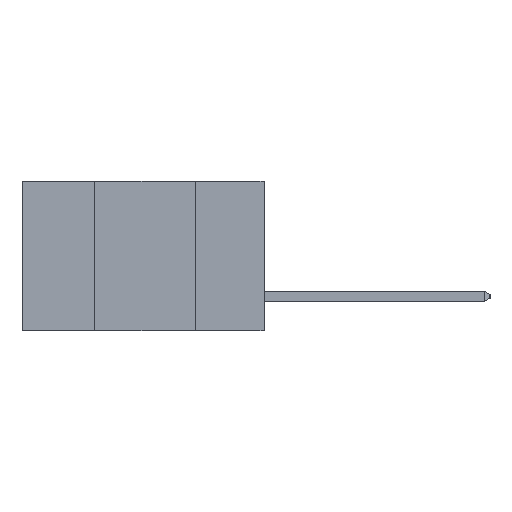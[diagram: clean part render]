
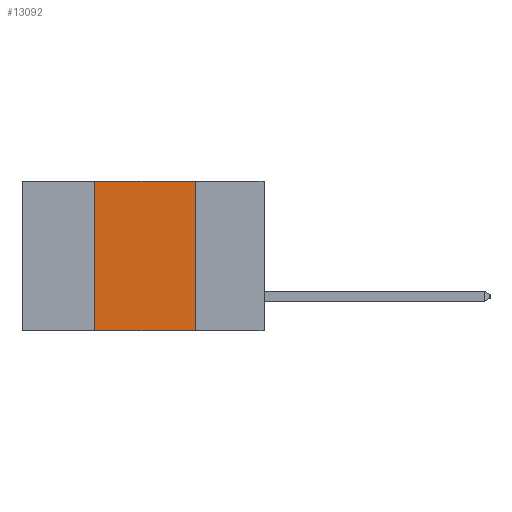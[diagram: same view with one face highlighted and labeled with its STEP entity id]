
A CAD part, left-side view. The second image highlights one B-rep face of the part: STEP entity #13092.
In plain terms, the highlighted planar face has unit normal (-1, 0, 0).
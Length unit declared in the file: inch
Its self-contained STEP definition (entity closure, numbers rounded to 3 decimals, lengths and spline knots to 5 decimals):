
#32 = CARTESIAN_POINT ( 'NONE',  ( 0., 0.42, -0.37 ) ) ;
#142 = DIRECTION ( 'NONE',  ( 0., -1., 0. ) ) ;
#207 = DIRECTION ( 'NONE',  ( 0., 0., -1. ) ) ;
#430 = CARTESIAN_POINT ( 'NONE',  ( 0., 0.17, -0.37 ) ) ;
#924 = AXIS2_PLACEMENT_3D ( 'NONE', #20376, #20239, #20222 ) ;
#1242 = ORIENTED_EDGE ( 'NONE', *, *, #14242, .T. ) ;
#3064 = ORIENTED_EDGE ( 'NONE', *, *, #22969, .F. ) ;
#3362 = CARTESIAN_POINT ( 'NONE',  ( 0., 0.42, -0.37 ) ) ;
#4761 = EDGE_CURVE ( 'NONE', #4991, #21817, #7423, .T. ) ;
#4978 = ORIENTED_EDGE ( 'NONE', *, *, #7774, .F. ) ;
#4991 = VERTEX_POINT ( 'NONE', #9453 ) ;
#5318 = CARTESIAN_POINT ( 'NONE',  ( 0., 0.6, -0.37 ) ) ;
#5434 = DIRECTION ( 'NONE',  ( 0., -1., 0. ) ) ;
#7423 = LINE ( 'NONE', #430, #16834 ) ;
#7539 = VECTOR ( 'NONE', #5434, 39.37008 ) ;
#7774 = EDGE_CURVE ( 'NONE', #18550, #8345, #13688, .T. ) ;
#7788 = CARTESIAN_POINT ( 'NONE',  ( 0., 0.17, -0.37 ) ) ;
#7818 = EDGE_LOOP ( 'NONE', ( #19931, #3064, #4978, #1242 ) ) ;
#8345 = VERTEX_POINT ( 'NONE', #11259 ) ;
#8731 = VECTOR ( 'NONE', #22651, 39.37008 ) ;
#9453 = CARTESIAN_POINT ( 'NONE',  ( 0., 0.17, 0. ) ) ;
#9702 = VECTOR ( 'NONE', #142, 39.37008 ) ;
#11259 = CARTESIAN_POINT ( 'NONE',  ( 0., 0.42, 0. ) ) ;
#11528 = CARTESIAN_POINT ( 'NONE',  ( 0., 0.6, 0. ) ) ;
#12519 = LINE ( 'NONE', #5318, #7539 ) ;
#13092 = ADVANCED_FACE ( 'NONE', ( #13449 ), #20297, .F. ) ;
#13449 = FACE_OUTER_BOUND ( 'NONE', #7818, .T. ) ;
#13688 = LINE ( 'NONE', #32, #8731 ) ;
#14242 = EDGE_CURVE ( 'NONE', #18550, #21817, #12519, .T. ) ;
#16834 = VECTOR ( 'NONE', #207, 39.37008 ) ;
#18550 = VERTEX_POINT ( 'NONE', #3362 ) ;
#19931 = ORIENTED_EDGE ( 'NONE', *, *, #4761, .F. ) ;
#20222 = DIRECTION ( 'NONE',  ( 0., 0., -1. ) ) ;
#20239 = DIRECTION ( 'NONE',  ( 1., 0., 0. ) ) ;
#20297 = PLANE ( 'NONE',  #924 ) ;
#20376 = CARTESIAN_POINT ( 'NONE',  ( 0., 0.6, 0. ) ) ;
#21817 = VERTEX_POINT ( 'NONE', #7788 ) ;
#22651 = DIRECTION ( 'NONE',  ( 0., 0., 1. ) ) ;
#22969 = EDGE_CURVE ( 'NONE', #8345, #4991, #23815, .T. ) ;
#23815 = LINE ( 'NONE', #11528, #9702 ) ;
